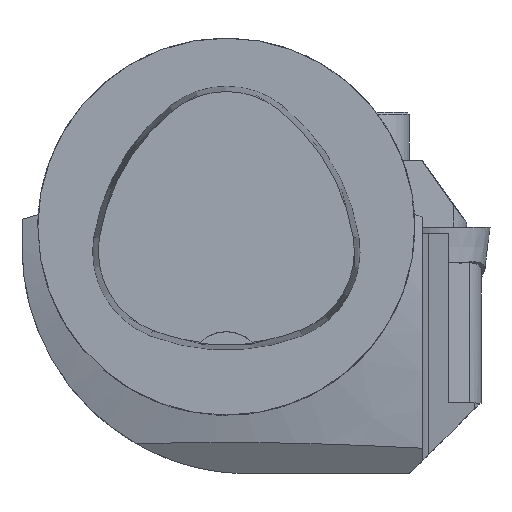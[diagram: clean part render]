
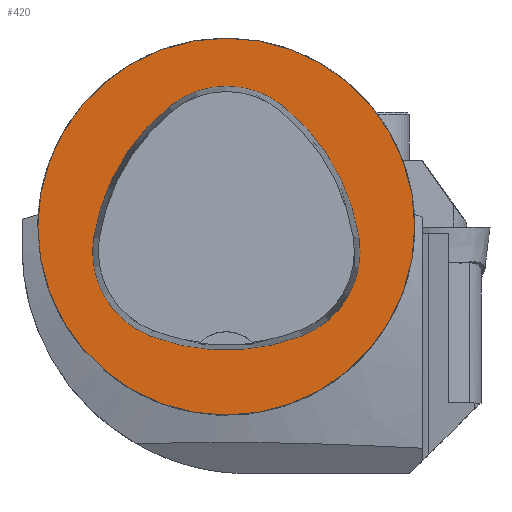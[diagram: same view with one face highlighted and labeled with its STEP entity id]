
A CAD part, top view. The second image highlights one B-rep face of the part: STEP entity #420.
In plain terms, the highlighted planar face has unit normal (0, 0, 1).
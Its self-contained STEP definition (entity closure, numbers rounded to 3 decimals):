
#374=FACE_BOUND('',#608,.T.);
#375=FACE_BOUND('',#609,.T.);
#420=ADVANCED_FACE('',(#374,#375),#475,.T.);
#475=PLANE('',#1459);
#608=EDGE_LOOP('',(#852,#853,#854,#855,#856,#857));
#609=EDGE_LOOP('',(#858));
#852=ORIENTED_EDGE('',*,*,#1223,.T.);
#853=ORIENTED_EDGE('',*,*,#1203,.T.);
#854=ORIENTED_EDGE('',*,*,#1207,.T.);
#855=ORIENTED_EDGE('',*,*,#1210,.T.);
#856=ORIENTED_EDGE('',*,*,#1213,.T.);
#857=ORIENTED_EDGE('',*,*,#1221,.T.);
#858=ORIENTED_EDGE('',*,*,#1145,.F.);
#1027=VERTEX_POINT('',#2017);
#1064=VERTEX_POINT('',#2156);
#1065=VERTEX_POINT('',#2157);
#1068=VERTEX_POINT('',#2165);
#1070=VERTEX_POINT('',#2171);
#1072=VERTEX_POINT('',#2177);
#1079=VERTEX_POINT('',#2198);
#1145=EDGE_CURVE('',#1027,#1027,#1276,.T.);
#1203=EDGE_CURVE('',#1064,#1065,#1281,.T.);
#1207=EDGE_CURVE('',#1065,#1068,#1283,.T.);
#1210=EDGE_CURVE('',#1068,#1070,#1285,.T.);
#1213=EDGE_CURVE('',#1070,#1072,#1287,.T.);
#1221=EDGE_CURVE('',#1072,#1079,#1291,.T.);
#1223=EDGE_CURVE('',#1079,#1064,#1293,.T.);
#1276=CIRCLE('',#1402,25.);
#1281=CIRCLE('',#1437,28.);
#1283=CIRCLE('',#1440,12.);
#1285=CIRCLE('',#1443,28.);
#1287=CIRCLE('',#1446,12.);
#1291=CIRCLE('',#1451,28.);
#1293=CIRCLE('',#1454,12.);
#1402=AXIS2_PLACEMENT_3D('',#2016,#1593,#1594);
#1437=AXIS2_PLACEMENT_3D('',#2155,#1700,#1701);
#1440=AXIS2_PLACEMENT_3D('',#2164,#1708,#1709);
#1443=AXIS2_PLACEMENT_3D('',#2170,#1715,#1716);
#1446=AXIS2_PLACEMENT_3D('',#2176,#1722,#1723);
#1451=AXIS2_PLACEMENT_3D('',#2199,#1734,#1735);
#1454=AXIS2_PLACEMENT_3D('',#2202,#1740,#1741);
#1459=AXIS2_PLACEMENT_3D('',#2207,#1750,#1751);
#1593=DIRECTION('',(0.,0.,-1.));
#1594=DIRECTION('',(-1.,0.,0.));
#1700=DIRECTION('',(0.,0.,-1.));
#1701=DIRECTION('',(-1.,0.,0.));
#1708=DIRECTION('',(0.,0.,-1.));
#1709=DIRECTION('',(-1.,0.,0.));
#1715=DIRECTION('',(0.,0.,-1.));
#1716=DIRECTION('',(-1.,0.,0.));
#1722=DIRECTION('',(0.,0.,-1.));
#1723=DIRECTION('',(-1.,0.,0.));
#1734=DIRECTION('',(0.,0.,-1.));
#1735=DIRECTION('',(-1.,0.,0.));
#1740=DIRECTION('',(0.,0.,-1.));
#1741=DIRECTION('',(-1.,0.,0.));
#1750=DIRECTION('',(0.,0.,1.));
#1751=DIRECTION('',(1.,0.,0.));
#2016=CARTESIAN_POINT('',(0.,0.,0.));
#2017=CARTESIAN_POINT('',(-25.,0.,0.));
#2155=CARTESIAN_POINT('',(10.068,-5.824,0.));
#2156=CARTESIAN_POINT('',(-17.584,-1.424,0.));
#2157=CARTESIAN_POINT('',(-7.531,15.953,0.));
#2164=CARTESIAN_POINT('',(0.011,6.62,0.));
#2165=CARTESIAN_POINT('',(7.567,15.942,0.));
#2170=CARTESIAN_POINT('',(-10.063,-5.81,0.));
#2171=CARTESIAN_POINT('',(17.59,-1.418,0.));
#2176=CARTESIAN_POINT('',(5.739,-3.3,0.));
#2177=CARTESIAN_POINT('',(10.05,-14.499,0.));
#2198=CARTESIAN_POINT('',(-10.025,-14.516,0.));
#2199=CARTESIAN_POINT('',(-0.01,11.631,0.));
#2202=CARTESIAN_POINT('',(-5.733,-3.31,0.));
#2207=CARTESIAN_POINT('',(0.,0.,0.));
